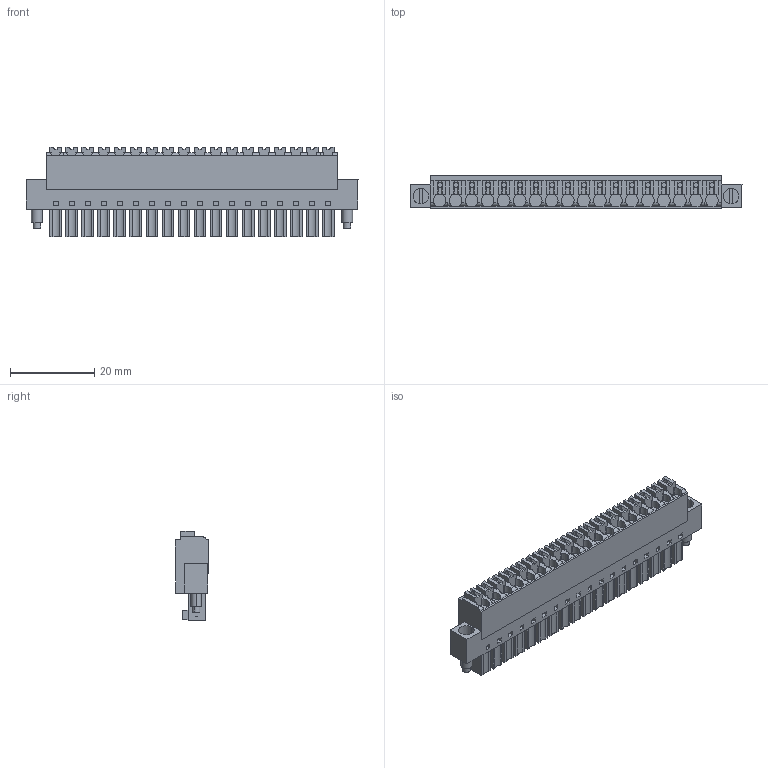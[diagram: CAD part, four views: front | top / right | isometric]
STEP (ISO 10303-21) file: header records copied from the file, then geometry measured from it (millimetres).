
FILE_DESCRIPTION(('CATIA V5 STEP Exchange','CAx-IF Rec.Pracs.--- Model Styling and Organization---1.2---2011-12-15'),'2;1');
FILE_NAME ('D1460734_0', '2017-07-25T13:10:01+00:00', ('none'), ('Weidmueller'), 'CATIA Version 5-6 Release 2014', 'CATIA V5 STEP AP214', 'none');
FILE_SCHEMA(('AUTOMOTIVE_DESIGN { 1 0 10303 214 1 1 1 1 }'));
Length unit declared in the file: millimetre
Products named in the file (1): 1972170000
Bounding box: 78.97 x 7.9 x 21.4 mm (x, y, z)
Volume: 8600 mm3; surface area: 7496.2 mm2
Topology: 21 solids, 21 shells, 1122 faces, 2998 edges, 1996 vertices
Faces by surface type: plane 901, cylinder 221
Entity records: 33514 total; most frequent: CARTESIAN_POINT 6474, ORIENTED_EDGE 5996, DIRECTION 4127, EDGE_CURVE 2998, VECTOR 2406, LINE 2406, VERTEX_POINT 1996, EDGE_LOOP 1240
